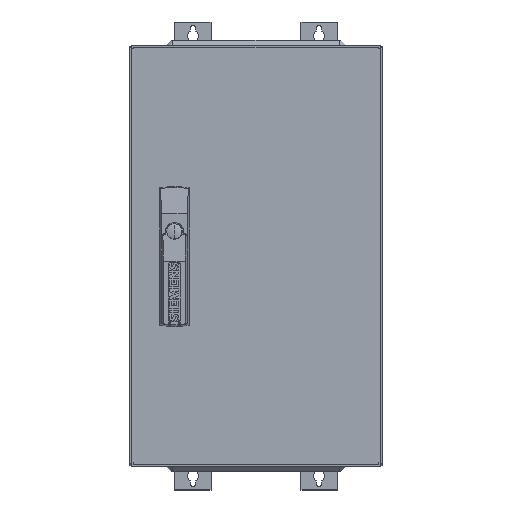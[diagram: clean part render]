
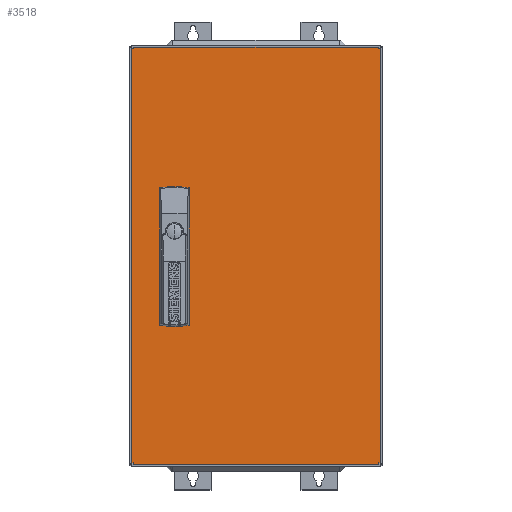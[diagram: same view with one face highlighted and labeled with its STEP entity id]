
A CAD part, top view. The second image highlights one B-rep face of the part: STEP entity #3518.
In plain terms, the highlighted planar face has unit normal (0, 0, 1).
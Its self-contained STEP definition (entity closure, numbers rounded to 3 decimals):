
#3518=ADVANCED_FACE('',(#7201,#7202,#7203),#7204,.T.);
#7201=FACE_BOUND('',#10995,.T.);
#7202=FACE_BOUND('',#10996,.T.);
#7203=FACE_OUTER_BOUND('',#10997,.T.);
#7204=PLANE('',#10998);
#10995=EDGE_LOOP('',(#20961,#20962,#20963,#20964));
#10996=EDGE_LOOP('',(#20965,#20966,#20967,#20968));
#10997=EDGE_LOOP('',(#20969,#20970,#20971,#20972,#20973,#20974,#20975,#20976,#20977,#20978,#20979,#20980));
#10998=AXIS2_PLACEMENT_3D('',#20981,#20982,#20983);
#20961=ORIENTED_EDGE('',*,*,#26279,.T.);
#20962=ORIENTED_EDGE('',*,*,#26275,.T.);
#20963=ORIENTED_EDGE('',*,*,#26271,.T.);
#20964=ORIENTED_EDGE('',*,*,#26283,.T.);
#20965=ORIENTED_EDGE('',*,*,#26295,.T.);
#20966=ORIENTED_EDGE('',*,*,#26291,.T.);
#20967=ORIENTED_EDGE('',*,*,#26287,.T.);
#20968=ORIENTED_EDGE('',*,*,#26299,.T.);
#20969=ORIENTED_EDGE('',*,*,#26496,.T.);
#20970=ORIENTED_EDGE('',*,*,#26466,.T.);
#20971=ORIENTED_EDGE('',*,*,#26491,.T.);
#20972=ORIENTED_EDGE('',*,*,#26493,.T.);
#20973=ORIENTED_EDGE('',*,*,#26432,.T.);
#20974=ORIENTED_EDGE('',*,*,#26457,.T.);
#20975=ORIENTED_EDGE('',*,*,#26497,.T.);
#20976=ORIENTED_EDGE('',*,*,#26471,.T.);
#20977=ORIENTED_EDGE('',*,*,#26355,.F.);
#20978=ORIENTED_EDGE('',*,*,#26459,.T.);
#20979=ORIENTED_EDGE('',*,*,#26442,.T.);
#20980=ORIENTED_EDGE('',*,*,#26406,.F.);
#20981=CARTESIAN_POINT('',(4.5,525.2,170.0));
#20982=DIRECTION('',(0.0,0.0,1.0));
#20983=DIRECTION('',(0.0,-1.0,0.0));
#26271=EDGE_CURVE('',#32376,#32374,#32377,.T.);
#26275=EDGE_CURVE('',#32382,#32376,#32383,.T.);
#26279=EDGE_CURVE('',#32388,#32382,#32389,.T.);
#26283=EDGE_CURVE('',#32374,#32388,#32393,.T.);
#26287=EDGE_CURVE('',#32400,#32398,#32401,.T.);
#26291=EDGE_CURVE('',#32406,#32400,#32407,.T.);
#26295=EDGE_CURVE('',#32412,#32406,#32413,.T.);
#26299=EDGE_CURVE('',#32398,#32412,#32417,.T.);
#26355=EDGE_CURVE('',#32500,#32502,#32503,.T.);
#26406=EDGE_CURVE('',#32581,#32583,#32584,.T.);
#26432=EDGE_CURVE('',#32628,#32626,#32629,.T.);
#26442=EDGE_CURVE('',#32642,#32583,#32643,.T.);
#26457=EDGE_CURVE('',#32626,#32663,#32665,.T.);
#26459=EDGE_CURVE('',#32500,#32642,#32667,.T.);
#26466=EDGE_CURVE('',#32673,#32676,#32678,.T.);
#26471=EDGE_CURVE('',#32681,#32502,#32686,.T.);
#26491=EDGE_CURVE('',#32676,#32710,#32712,.T.);
#26493=EDGE_CURVE('',#32710,#32628,#32714,.T.);
#26496=EDGE_CURVE('',#32581,#32673,#32717,.T.);
#26497=EDGE_CURVE('',#32663,#32681,#32718,.T.);
#32374=VERTEX_POINT('',#40958);
#32376=VERTEX_POINT('',#40961);
#32377=LINE('',#40962,#40963);
#32382=VERTEX_POINT('',#40970);
#32383=LINE('',#40971,#40972);
#32388=VERTEX_POINT('',#40979);
#32389=LINE('',#40980,#40981);
#32393=CIRCLE('',#40986,12.5);
#32398=VERTEX_POINT('',#40991);
#32400=VERTEX_POINT('',#40994);
#32401=CIRCLE('',#40995,12.5);
#32406=VERTEX_POINT('',#41002);
#32407=LINE('',#41003,#41004);
#32412=VERTEX_POINT('',#41011);
#32413=LINE('',#41012,#41013);
#32417=LINE('',#41019,#41020);
#32500=VERTEX_POINT('',#41143);
#32502=VERTEX_POINT('',#41146);
#32503=LINE('',#41147,#41148);
#32581=VERTEX_POINT('',#41264);
#32583=VERTEX_POINT('',#41267);
#32584=LINE('',#41268,#41269);
#32626=VERTEX_POINT('',#41331);
#32628=VERTEX_POINT('',#41334);
#32629=LINE('',#41335,#41336);
#32642=VERTEX_POINT('',#41355);
#32643=LINE('',#41356,#41357);
#32663=VERTEX_POINT('',#41387);
#32665=LINE('',#41390,#41391);
#32667=LINE('',#41393,#41394);
#32673=VERTEX_POINT('',#41402);
#32676=VERTEX_POINT('',#41407);
#32678=LINE('',#41410,#41411);
#32681=VERTEX_POINT('',#41414);
#32686=LINE('',#41422,#41423);
#32710=VERTEX_POINT('',#41458);
#32712=LINE('',#41461,#41462);
#32714=LINE('',#41464,#41465);
#32717=LINE('',#41469,#41470);
#32718=LINE('',#41471,#41472);
#40958=CARTESIAN_POINT('',(65.5,303.45,170.0));
#40961=CARTESIAN_POINT('',(65.5,353.45,170.0));
#40962=CARTESIAN_POINT('',(65.5,426.825,170.0));
#40963=VECTOR('',#47062,1.0);
#40970=CARTESIAN_POINT('',(40.5,353.45,170.0));
#40971=CARTESIAN_POINT('',(25.625,353.45,170.0));
#40972=VECTOR('',#47065,1.0);
#40979=CARTESIAN_POINT('',(40.5,303.45,170.0));
#40980=CARTESIAN_POINT('',(40.5,426.825,170.0));
#40981=VECTOR('',#47068,1.0);
#40986=AXIS2_PLACEMENT_3D('',#47073,#47074,#47075);
#40991=CARTESIAN_POINT('',(65.5,252.95,170.0));
#40994=CARTESIAN_POINT('',(40.5,252.95,170.0));
#40995=AXIS2_PLACEMENT_3D('',#47080,#47081,#47082);
#41002=CARTESIAN_POINT('',(40.5,202.95,170.0));
#41003=CARTESIAN_POINT('',(40.5,376.575,170.0));
#41004=VECTOR('',#47085,1.0);
#41011=CARTESIAN_POINT('',(65.5,202.95,170.0));
#41012=CARTESIAN_POINT('',(31.875,202.95,170.0));
#41013=VECTOR('',#47088,1.0);
#41019=CARTESIAN_POINT('',(65.5,376.575,170.0));
#41020=VECTOR('',#47091,1.0);
#41143=CARTESIAN_POINT('',(297.5,524.2,170.0));
#41146=CARTESIAN_POINT('',(297.5,32.2,170.0));
#41147=CARTESIAN_POINT('',(297.5,524.2,170.0));
#41148=VECTOR('',#47133,1.0);
#41264=CARTESIAN_POINT('',(4.5,526.2,170.0));
#41267=CARTESIAN_POINT('',(295.5,526.2,170.0));
#41268=CARTESIAN_POINT('',(4.5,526.2,170.0));
#41269=VECTOR('',#47173,1.0);
#41331=CARTESIAN_POINT('',(4.5,30.2,170.0));
#41334=CARTESIAN_POINT('',(4.5,32.2,170.0));
#41335=CARTESIAN_POINT('',(4.5,278.2,170.0));
#41336=VECTOR('',#47195,1.0);
#41355=CARTESIAN_POINT('',(295.5,524.2,170.0));
#41356=CARTESIAN_POINT('',(295.5,32.2,170.0));
#41357=VECTOR('',#47202,1.0);
#41387=CARTESIAN_POINT('',(295.5,30.2,170.0));
#41390=CARTESIAN_POINT('',(4.5,30.2,170.0));
#41391=VECTOR('',#47214,1.0);
#41393=CARTESIAN_POINT('',(150.0,524.2,170.0));
#41394=VECTOR('',#47215,1.0);
#41402=CARTESIAN_POINT('',(4.5,524.2,170.0));
#41407=CARTESIAN_POINT('',(2.5,524.2,170.0));
#41410=CARTESIAN_POINT('',(150.0,524.2,170.0));
#41411=VECTOR('',#47221,1.0);
#41414=CARTESIAN_POINT('',(295.5,32.2,170.0));
#41422=CARTESIAN_POINT('',(4.5,32.2,170.0));
#41423=VECTOR('',#47225,1.0);
#41458=CARTESIAN_POINT('',(2.5,32.2,170.0));
#41461=CARTESIAN_POINT('',(2.5,524.2,170.0));
#41462=VECTOR('',#47238,1.0);
#41464=CARTESIAN_POINT('',(4.5,32.2,170.0));
#41465=VECTOR('',#47239,1.0);
#41469=CARTESIAN_POINT('',(4.5,278.2,170.0));
#41470=VECTOR('',#47241,1.0);
#41471=CARTESIAN_POINT('',(295.5,32.2,170.0));
#41472=VECTOR('',#47242,1.0);
#47062=DIRECTION('',(0.0,-1.0,0.0));
#47065=DIRECTION('',(1.0,0.0,0.0));
#47068=DIRECTION('',(0.0,1.0,-0.0));
#47073=CARTESIAN_POINT('',(53.0,303.45,170.0));
#47074=DIRECTION('',(0.0,-0.0,-1.0));
#47075=DIRECTION('',(1.,0.,0.0));
#47080=CARTESIAN_POINT('',(53.0,252.95,170.0));
#47081=DIRECTION('',(0.0,0.0,-1.0));
#47082=DIRECTION('',(1.,0.,0.0));
#47085=DIRECTION('',(0.0,1.0,-0.0));
#47088=DIRECTION('',(-1.0,0.0,0.0));
#47091=DIRECTION('',(0.0,-1.0,0.0));
#47133=DIRECTION('',(0.0,-1.0,0.0));
#47173=DIRECTION('',(1.0,0.0,0.0));
#47195=DIRECTION('',(0.0,-1.0,0.0));
#47202=DIRECTION('',(0.0,1.0,0.0));
#47214=DIRECTION('',(1.0,0.0,0.0));
#47215=DIRECTION('',(-1.0,0.0,0.0));
#47221=DIRECTION('',(-1.0,0.0,0.0));
#47225=DIRECTION('',(1.0,0.0,0.0));
#47238=DIRECTION('',(0.0,-1.0,0.0));
#47239=DIRECTION('',(1.0,0.0,0.0));
#47241=DIRECTION('',(0.0,-1.0,0.0));
#47242=DIRECTION('',(0.0,1.0,0.0));
